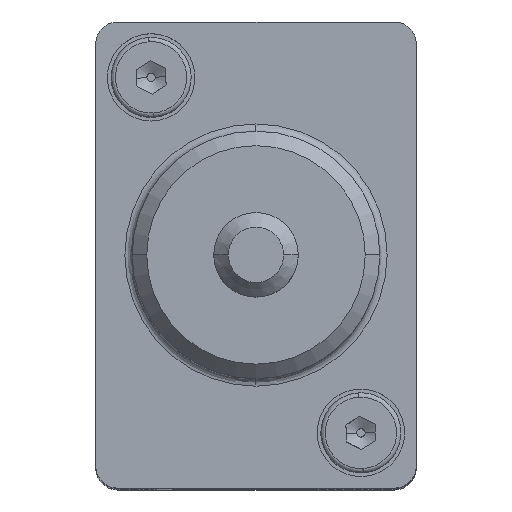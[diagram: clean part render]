
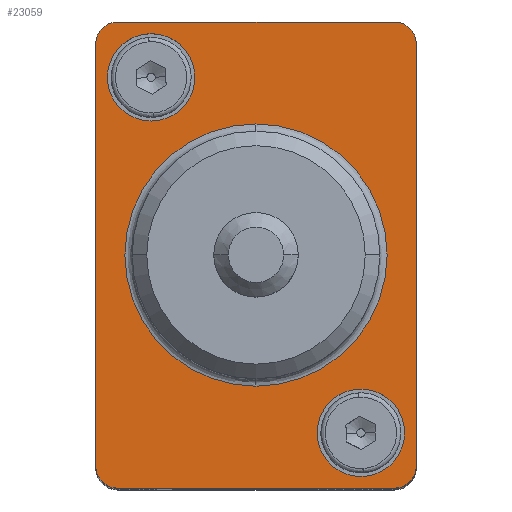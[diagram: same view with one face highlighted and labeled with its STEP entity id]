
A CAD part, top view. The second image highlights one B-rep face of the part: STEP entity #23059.
In plain terms, the highlighted face is planar.
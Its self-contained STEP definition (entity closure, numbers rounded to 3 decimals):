
#21815=CARTESIAN_POINT('',(7.2,3.75,15.2));
#21816=VERTEX_POINT('',#21815);
#21832=CARTESIAN_POINT('',(7.2,3.75,9.2));
#21833=VERTEX_POINT('',#21832);
#21840=CARTESIAN_POINT('',(7.2,3.75,12.2));
#21841=DIRECTION('',(0.0,-1.0,0.0));
#21842=DIRECTION('',(0.0,0.0,1.0));
#21843=AXIS2_PLACEMENT_3D('',#21840,#21841,#21842);
#21844=CIRCLE('',#21843,3.0);
#21845=EDGE_CURVE('',#21816,#21833,#21844,.T.);
#21857=CARTESIAN_POINT('',(-7.2,3.75,-9.2));
#21858=VERTEX_POINT('',#21857);
#21874=CARTESIAN_POINT('',(-7.2,3.75,-15.2));
#21875=VERTEX_POINT('',#21874);
#21882=CARTESIAN_POINT('',(-7.2,3.75,-12.2));
#21883=DIRECTION('',(0.0,-1.0,0.0));
#21884=DIRECTION('',(0.0,0.0,1.0));
#21885=AXIS2_PLACEMENT_3D('',#21882,#21883,#21884);
#21886=CIRCLE('',#21885,3.0);
#21887=EDGE_CURVE('',#21858,#21875,#21886,.T.);
#21899=CARTESIAN_POINT('',(-10.561,3.75,15.561));
#21900=VERTEX_POINT('',#21899);
#21916=CARTESIAN_POINT('',(-9.5,3.75,16.));
#21917=VERTEX_POINT('',#21916);
#21924=CARTESIAN_POINT('',(-9.5,3.75,14.5));
#21925=DIRECTION('',(0.0,-1.,0.0));
#21926=DIRECTION('',(-0.707,0.0,0.707));
#21927=AXIS2_PLACEMENT_3D('',#21924,#21925,#21926);
#21928=CIRCLE('',#21927,1.5);
#21929=EDGE_CURVE('',#21917,#21900,#21928,.T.);
#21941=CARTESIAN_POINT('',(-10.561,3.75,-15.561));
#21942=VERTEX_POINT('',#21941);
#21958=CARTESIAN_POINT('',(-11.0,3.75,-14.5));
#21959=VERTEX_POINT('',#21958);
#21966=CARTESIAN_POINT('',(-9.5,3.75,-14.5));
#21967=DIRECTION('',(0.0,-1.,0.0));
#21968=DIRECTION('',(-0.707,0.0,-0.707));
#21969=AXIS2_PLACEMENT_3D('',#21966,#21967,#21968);
#21970=CIRCLE('',#21969,1.5);
#21971=EDGE_CURVE('',#21959,#21942,#21970,.T.);
#21983=CARTESIAN_POINT('',(10.561,3.75,-15.561));
#21984=VERTEX_POINT('',#21983);
#22000=CARTESIAN_POINT('',(9.5,3.75,-16.0));
#22001=VERTEX_POINT('',#22000);
#22008=CARTESIAN_POINT('',(9.5,3.75,-14.5));
#22009=DIRECTION('',(0.0,-1.,0.0));
#22010=DIRECTION('',(0.707,0.0,-0.707));
#22011=AXIS2_PLACEMENT_3D('',#22008,#22009,#22010);
#22012=CIRCLE('',#22011,1.5);
#22013=EDGE_CURVE('',#22001,#21984,#22012,.T.);
#22025=CARTESIAN_POINT('',(10.561,3.75,15.561));
#22026=VERTEX_POINT('',#22025);
#22042=CARTESIAN_POINT('',(11.0,3.75,14.5));
#22043=VERTEX_POINT('',#22042);
#22050=CARTESIAN_POINT('',(9.5,3.75,14.5));
#22051=DIRECTION('',(0.0,-1.,0.0));
#22052=DIRECTION('',(0.707,0.0,0.707));
#22053=AXIS2_PLACEMENT_3D('',#22050,#22051,#22052);
#22054=CIRCLE('',#22053,1.5);
#22055=EDGE_CURVE('',#22043,#22026,#22054,.T.);
#22585=CARTESIAN_POINT('',(0.,3.75,9.));
#22586=VERTEX_POINT('',#22585);
#22612=CARTESIAN_POINT('',(0.,3.75,-9.));
#22613=VERTEX_POINT('',#22612);
#22621=CARTESIAN_POINT('',(-9.,3.75,0.));
#22622=VERTEX_POINT('',#22621);
#22623=CARTESIAN_POINT('',(0.,3.75,0.));
#22624=DIRECTION('',(0.0,1.0,0.0));
#22625=DIRECTION('',(1.0,0.0,0.0));
#22626=AXIS2_PLACEMENT_3D('',#22623,#22624,#22625);
#22627=CIRCLE('',#22626,9.0);
#22628=EDGE_CURVE('',#22613,#22622,#22627,.T.);
#22630=CARTESIAN_POINT('',(0.,3.75,0.));
#22631=DIRECTION('',(0.0,1.0,0.0));
#22632=DIRECTION('',(1.0,0.0,0.0));
#22633=AXIS2_PLACEMENT_3D('',#22630,#22631,#22632);
#22634=CIRCLE('',#22633,9.0);
#22635=EDGE_CURVE('',#22622,#22586,#22634,.T.);
#22950=CARTESIAN_POINT('',(0.,3.75,0.));
#22951=DIRECTION('',(0.0,1.0,0.0));
#22952=DIRECTION('',(1.0,0.0,0.0));
#22953=AXIS2_PLACEMENT_3D('',#22950,#22951,#22952);
#22954=CIRCLE('',#22953,9.0);
#22955=EDGE_CURVE('',#22586,#22613,#22954,.T.);
#22963=CARTESIAN_POINT('',(0.,3.75,0.));
#22964=DIRECTION('',(0.0,1.0,0.0));
#22965=DIRECTION('',(0.0,0.0,1.0));
#22966=AXIS2_PLACEMENT_3D('',#22963,#22964,#22965);
#22967=PLANE('',#22966);
#22968=ORIENTED_EDGE('',*,*,#22055,.F.);
#22969=CARTESIAN_POINT('',(11.0,3.75,-14.5));
#22970=VERTEX_POINT('',#22969);
#22971=CARTESIAN_POINT('',(11.0,3.75,-14.5));
#22972=DIRECTION('',(0.0,0.0,1.0));
#22973=VECTOR('',#22972,29.0);
#22974=LINE('',#22971,#22973);
#22975=EDGE_CURVE('',#22970,#22043,#22974,.T.);
#22976=ORIENTED_EDGE('',*,*,#22975,.F.);
#22977=CARTESIAN_POINT('',(9.5,3.75,-14.5));
#22978=DIRECTION('',(0.0,-1.,0.0));
#22979=DIRECTION('',(0.707,0.0,-0.707));
#22980=AXIS2_PLACEMENT_3D('',#22977,#22978,#22979);
#22981=CIRCLE('',#22980,1.5);
#22982=EDGE_CURVE('',#21984,#22970,#22981,.T.);
#22983=ORIENTED_EDGE('',*,*,#22982,.F.);
#22984=ORIENTED_EDGE('',*,*,#22013,.F.);
#22985=CARTESIAN_POINT('',(-9.5,3.75,-16.));
#22986=VERTEX_POINT('',#22985);
#22987=CARTESIAN_POINT('',(-9.5,3.75,-16.));
#22988=DIRECTION('',(1.0,0.0,0.0));
#22989=VECTOR('',#22988,19.0);
#22990=LINE('',#22987,#22989);
#22991=EDGE_CURVE('',#22986,#22001,#22990,.T.);
#22992=ORIENTED_EDGE('',*,*,#22991,.F.);
#22993=CARTESIAN_POINT('',(-9.5,3.75,-14.5));
#22994=DIRECTION('',(0.0,-1.,0.0));
#22995=DIRECTION('',(-0.707,0.0,-0.707));
#22996=AXIS2_PLACEMENT_3D('',#22993,#22994,#22995);
#22997=CIRCLE('',#22996,1.5);
#22998=EDGE_CURVE('',#21942,#22986,#22997,.T.);
#22999=ORIENTED_EDGE('',*,*,#22998,.F.);
#23000=ORIENTED_EDGE('',*,*,#21971,.F.);
#23001=CARTESIAN_POINT('',(-11.0,3.75,14.5));
#23002=VERTEX_POINT('',#23001);
#23003=CARTESIAN_POINT('',(-11.0,3.75,14.5));
#23004=DIRECTION('',(0.0,0.0,-1.0));
#23005=VECTOR('',#23004,29.);
#23006=LINE('',#23003,#23005);
#23007=EDGE_CURVE('',#23002,#21959,#23006,.T.);
#23008=ORIENTED_EDGE('',*,*,#23007,.F.);
#23009=CARTESIAN_POINT('',(-9.5,3.75,14.5));
#23010=DIRECTION('',(0.0,-1.,0.0));
#23011=DIRECTION('',(-0.707,0.0,0.707));
#23012=AXIS2_PLACEMENT_3D('',#23009,#23010,#23011);
#23013=CIRCLE('',#23012,1.5);
#23014=EDGE_CURVE('',#21900,#23002,#23013,.T.);
#23015=ORIENTED_EDGE('',*,*,#23014,.F.);
#23016=ORIENTED_EDGE('',*,*,#21929,.F.);
#23017=CARTESIAN_POINT('',(9.5,3.75,16.));
#23018=VERTEX_POINT('',#23017);
#23019=CARTESIAN_POINT('',(9.5,3.75,16.));
#23020=DIRECTION('',(-1.0,0.0,0.0));
#23021=VECTOR('',#23020,19.0);
#23022=LINE('',#23019,#23021);
#23023=EDGE_CURVE('',#23018,#21917,#23022,.T.);
#23024=ORIENTED_EDGE('',*,*,#23023,.F.);
#23025=CARTESIAN_POINT('',(9.5,3.75,14.5));
#23026=DIRECTION('',(0.0,-1.,0.0));
#23027=DIRECTION('',(0.707,0.0,0.707));
#23028=AXIS2_PLACEMENT_3D('',#23025,#23026,#23027);
#23029=CIRCLE('',#23028,1.5);
#23030=EDGE_CURVE('',#22026,#23018,#23029,.T.);
#23031=ORIENTED_EDGE('',*,*,#23030,.F.);
#23032=EDGE_LOOP('',(#22968,#22976,#22983,#22984,#22992,#22999,#23000,#23008,#23015,#23016,#23024,#23031));
#23033=FACE_OUTER_BOUND('',#23032,.T.);
#23034=ORIENTED_EDGE('',*,*,#21845,.T.);
#23035=CARTESIAN_POINT('',(7.2,3.75,12.2));
#23036=DIRECTION('',(0.0,-1.0,0.0));
#23037=DIRECTION('',(0.0,0.0,1.0));
#23038=AXIS2_PLACEMENT_3D('',#23035,#23036,#23037);
#23039=CIRCLE('',#23038,3.0);
#23040=EDGE_CURVE('',#21833,#21816,#23039,.T.);
#23041=ORIENTED_EDGE('',*,*,#23040,.T.);
#23042=EDGE_LOOP('',(#23034,#23041));
#23043=FACE_BOUND('',#23042,.T.);
#23044=ORIENTED_EDGE('',*,*,#21887,.T.);
#23045=CARTESIAN_POINT('',(-7.2,3.75,-12.2));
#23046=DIRECTION('',(0.0,-1.0,0.0));
#23047=DIRECTION('',(0.0,0.0,1.0));
#23048=AXIS2_PLACEMENT_3D('',#23045,#23046,#23047);
#23049=CIRCLE('',#23048,3.0);
#23050=EDGE_CURVE('',#21875,#21858,#23049,.T.);
#23051=ORIENTED_EDGE('',*,*,#23050,.T.);
#23052=EDGE_LOOP('',(#23044,#23051));
#23053=FACE_BOUND('',#23052,.T.);
#23054=ORIENTED_EDGE('',*,*,#22635,.F.);
#23055=ORIENTED_EDGE('',*,*,#22628,.F.);
#23056=ORIENTED_EDGE('',*,*,#22955,.F.);
#23057=EDGE_LOOP('',(#23054,#23055,#23056));
#23058=FACE_BOUND('',#23057,.T.);
#23059=ADVANCED_FACE('',(#23033,#23043,#23053,#23058),#22967,.T.);
